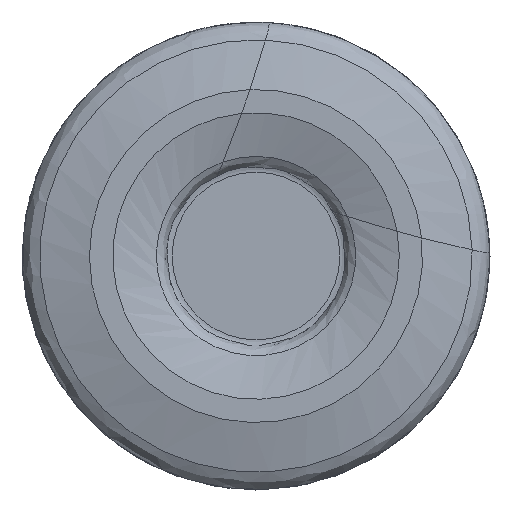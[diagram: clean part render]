
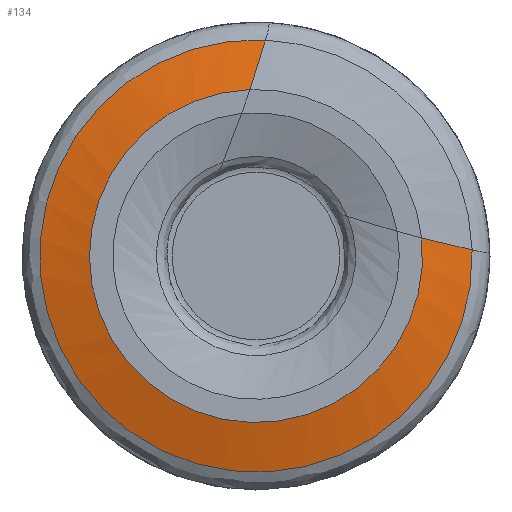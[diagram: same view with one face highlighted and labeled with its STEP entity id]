
A CAD part, left-side view. The second image highlights one B-rep face of the part: STEP entity #134.
In plain terms, the highlighted free-form (B-spline) face has degree [1, 3] with [2, 7] control points.
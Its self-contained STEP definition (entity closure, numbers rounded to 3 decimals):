
#110=(
BOUNDED_SURFACE()
B_SPLINE_SURFACE(1,3,((#828,#829,#830,#831,#832,#833,#834),(#835,#836,#837,
#838,#839,#840,#841)),.UNSPECIFIED.,.F.,.F.,.F.)
B_SPLINE_SURFACE_WITH_KNOTS((2,2),(4,3,4),(0.,1.),(0.,0.5,1.),
 .UNSPECIFIED.)
GEOMETRIC_REPRESENTATION_ITEM()
RATIONAL_B_SPLINE_SURFACE(((1.,0.577,0.577,1.,0.577,
0.577,1.),(1.,0.577,0.577,1.,0.577,
0.577,1.)))
REPRESENTATION_ITEM('')
SURFACE()
);
#134=ADVANCED_FACE('',(#182),#110,.F.);
#182=FACE_OUTER_BOUND('',#208,.T.);
#208=EDGE_LOOP('',(#322,#323,#324,#325));
#268=CIRCLE('',#594,11.388);
#270=CIRCLE('',#597,14.784);
#322=ORIENTED_EDGE('',*,*,#494,.F.);
#323=ORIENTED_EDGE('',*,*,#495,.F.);
#324=ORIENTED_EDGE('',*,*,#492,.T.);
#325=ORIENTED_EDGE('',*,*,#496,.F.);
#447=VERTEX_POINT('',#813);
#449=VERTEX_POINT('',#817);
#450=VERTEX_POINT('',#824);
#451=VERTEX_POINT('',#825);
#492=EDGE_CURVE('',#449,#447,#268,.T.);
#494=EDGE_CURVE('',#450,#451,#270,.T.);
#495=EDGE_CURVE('',#449,#450,#556,.T.);
#496=EDGE_CURVE('',#451,#447,#557,.T.);
#556=LINE('',#826,#574);
#557=LINE('',#827,#575);
#574=VECTOR('',#674,1.);
#575=VECTOR('',#675,1.);
#594=AXIS2_PLACEMENT_3D('',#820,#666,#667);
#597=AXIS2_PLACEMENT_3D('',#823,#672,#673);
#666=DIRECTION('',(1.,0.,0.));
#667=DIRECTION('',(0.,-0.994,0.108));
#672=DIRECTION('',(1.,0.,0.));
#673=DIRECTION('',(0.,-1.,0.028));
#674=DIRECTION('',(0.24,-0.945,-0.223));
#675=DIRECTION('',(-0.24,0.29,-0.926));
#813=CARTESIAN_POINT('',(0.,0.417,11.381));
#817=CARTESIAN_POINT('',(0.,-11.321,1.233));
#820=CARTESIAN_POINT('',(0.,0.,0.));
#823=CARTESIAN_POINT('',(0.879,0.,0.));
#824=CARTESIAN_POINT('',(0.879,-14.778,0.418));
#825=CARTESIAN_POINT('',(0.879,-0.644,14.77));
#826=CARTESIAN_POINT('',(0.,-11.321,1.233));
#827=CARTESIAN_POINT('',(0.,0.417,11.381));
#828=CARTESIAN_POINT('',(0.,-11.321,1.233));
#829=CARTESIAN_POINT('',(0.,-12.646,-10.933));
#830=CARTESIAN_POINT('',(0.,-1.81,-16.618));
#831=CARTESIAN_POINT('',(0.,7.448,-8.615));
#832=CARTESIAN_POINT('',(0.,16.705,-0.612));
#833=CARTESIAN_POINT('',(0.,12.646,10.933));
#834=CARTESIAN_POINT('',(0.,0.417,11.381));
#835=CARTESIAN_POINT('',(0.879,-14.778,0.418));
#836=CARTESIAN_POINT('',(0.879,-15.228,-15.462));
#837=CARTESIAN_POINT('',(0.879,-0.614,-21.693));
#838=CARTESIAN_POINT('',(0.879,10.534,-10.374));
#839=CARTESIAN_POINT('',(0.879,21.681,0.945));
#840=CARTESIAN_POINT('',(0.879,15.228,15.462));
#841=CARTESIAN_POINT('',(0.879,-0.644,14.77));
